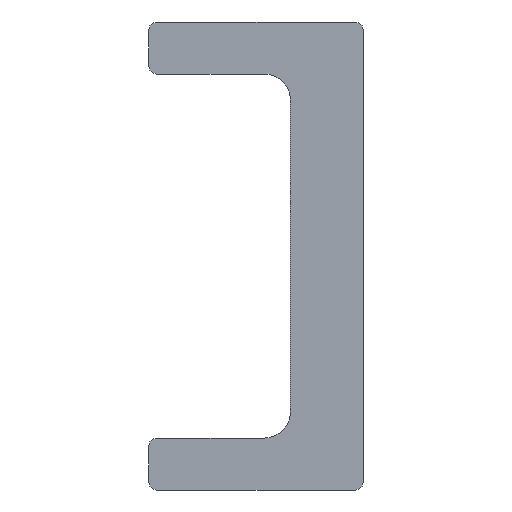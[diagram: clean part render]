
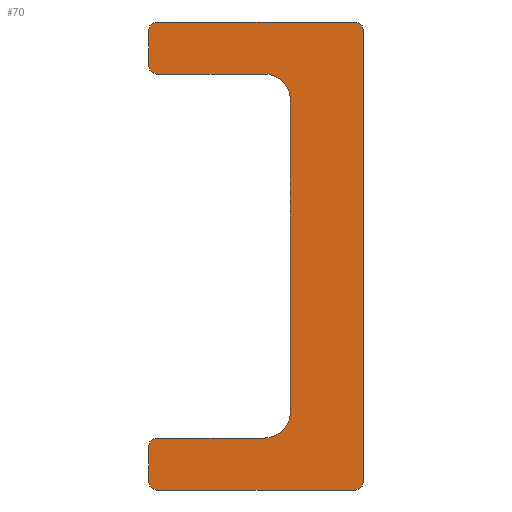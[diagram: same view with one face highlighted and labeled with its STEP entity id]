
A CAD part, front view. The second image highlights one B-rep face of the part: STEP entity #70.
In plain terms, the highlighted planar face has unit normal (0, -1, 0).
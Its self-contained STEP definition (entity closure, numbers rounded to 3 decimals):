
#70 = ADVANCED_FACE( '', ( #174 ), #175, .F. );
#174 = FACE_OUTER_BOUND( '', #347, .T. );
#175 = PLANE( '', #348 );
#347 = EDGE_LOOP( '', ( #521, #522, #523, #524, #525, #526, #527, #528, #529, #530, #531, #532, #533, #534, #535, #536 ) );
#348 = AXIS2_PLACEMENT_3D( '', #537, #538, #539 );
#521 = ORIENTED_EDGE( '', *, *, #843, .F. );
#522 = ORIENTED_EDGE( '', *, *, #844, .T. );
#523 = ORIENTED_EDGE( '', *, *, #845, .F. );
#524 = ORIENTED_EDGE( '', *, *, #846, .T. );
#525 = ORIENTED_EDGE( '', *, *, #847, .F. );
#526 = ORIENTED_EDGE( '', *, *, #848, .T. );
#527 = ORIENTED_EDGE( '', *, *, #849, .F. );
#528 = ORIENTED_EDGE( '', *, *, #850, .T. );
#529 = ORIENTED_EDGE( '', *, *, #851, .F. );
#530 = ORIENTED_EDGE( '', *, *, #852, .T. );
#531 = ORIENTED_EDGE( '', *, *, #853, .F. );
#532 = ORIENTED_EDGE( '', *, *, #854, .T. );
#533 = ORIENTED_EDGE( '', *, *, #855, .F. );
#534 = ORIENTED_EDGE( '', *, *, #837, .T. );
#535 = ORIENTED_EDGE( '', *, *, #856, .F. );
#536 = ORIENTED_EDGE( '', *, *, #857, .T. );
#537 = CARTESIAN_POINT( '', ( -4.125, 0., 9. ) );
#538 = DIRECTION( '', ( 0., 1., 0. ) );
#539 = DIRECTION( '', ( 0., 0., 1. ) );
#837 = EDGE_CURVE( '', #962, #960, #963, .F. );
#843 = EDGE_CURVE( '', #971, #972, #973, .T. );
#844 = EDGE_CURVE( '', #971, #974, #975, .F. );
#845 = EDGE_CURVE( '', #976, #974, #977, .T. );
#846 = EDGE_CURVE( '', #976, #978, #979, .F. );
#847 = EDGE_CURVE( '', #980, #978, #981, .T. );
#848 = EDGE_CURVE( '', #980, #982, #983, .F. );
#849 = EDGE_CURVE( '', #984, #982, #985, .T. );
#850 = EDGE_CURVE( '', #984, #986, #987, .T. );
#851 = EDGE_CURVE( '', #988, #986, #989, .T. );
#852 = EDGE_CURVE( '', #988, #990, #991, .T. );
#853 = EDGE_CURVE( '', #992, #990, #993, .T. );
#854 = EDGE_CURVE( '', #992, #994, #995, .F. );
#855 = EDGE_CURVE( '', #962, #994, #996, .T. );
#856 = EDGE_CURVE( '', #997, #960, #998, .T. );
#857 = EDGE_CURVE( '', #997, #972, #999, .F. );
#960 = VERTEX_POINT( '', #1146 );
#962 = VERTEX_POINT( '', #1149 );
#963 = CIRCLE( '', #1150, 0.3 );
#971 = VERTEX_POINT( '', #1159 );
#972 = VERTEX_POINT( '', #1160 );
#973 = LINE( '', #1161, #1162 );
#974 = VERTEX_POINT( '', #1163 );
#975 = CIRCLE( '', #1164, 0.3 );
#976 = VERTEX_POINT( '', #1165 );
#977 = LINE( '', #1166, #1167 );
#978 = VERTEX_POINT( '', #1168 );
#979 = CIRCLE( '', #1169, 0.3 );
#980 = VERTEX_POINT( '', #1170 );
#981 = LINE( '', #1171, #1172 );
#982 = VERTEX_POINT( '', #1173 );
#983 = CIRCLE( '', #1174, 0.3 );
#984 = VERTEX_POINT( '', #1175 );
#985 = LINE( '', #1176, #1177 );
#986 = VERTEX_POINT( '', #1178 );
#987 = CIRCLE( '', #1179, 1. );
#988 = VERTEX_POINT( '', #1180 );
#989 = LINE( '', #1181, #1182 );
#990 = VERTEX_POINT( '', #1183 );
#991 = CIRCLE( '', #1184, 1. );
#992 = VERTEX_POINT( '', #1185 );
#993 = LINE( '', #1186, #1187 );
#994 = VERTEX_POINT( '', #1188 );
#995 = CIRCLE( '', #1189, 0.3 );
#996 = LINE( '', #1190, #1191 );
#997 = VERTEX_POINT( '', #1192 );
#998 = LINE( '', #1193, #1194 );
#999 = CIRCLE( '', #1195, 0.3 );
#1146 = CARTESIAN_POINT( '', ( -3.825, 0., -9. ) );
#1149 = CARTESIAN_POINT( '', ( -4.125, 0., -8.7 ) );
#1150 = AXIS2_PLACEMENT_3D( '', #1364, #1365, #1366 );
#1159 = CARTESIAN_POINT( '', ( 4.125, 0., 8.7 ) );
#1160 = CARTESIAN_POINT( '', ( 4.125, 0., -8.7 ) );
#1161 = CARTESIAN_POINT( '', ( 4.125, 0., 9. ) );
#1162 = VECTOR( '', #1374, 1000. );
#1163 = CARTESIAN_POINT( '', ( 3.825, 0., 9. ) );
#1164 = AXIS2_PLACEMENT_3D( '', #1375, #1376, #1377 );
#1165 = CARTESIAN_POINT( '', ( -3.825, 0., 9. ) );
#1166 = CARTESIAN_POINT( '', ( -4.125, 0., 9. ) );
#1167 = VECTOR( '', #1378, 1000. );
#1168 = CARTESIAN_POINT( '', ( -4.125, 0., 8.7 ) );
#1169 = AXIS2_PLACEMENT_3D( '', #1379, #1380, #1381 );
#1170 = CARTESIAN_POINT( '', ( -4.125, 0., 7.3 ) );
#1171 = CARTESIAN_POINT( '', ( -4.125, 0., -9. ) );
#1172 = VECTOR( '', #1382, 1000. );
#1173 = CARTESIAN_POINT( '', ( -3.825, 0., 7. ) );
#1174 = AXIS2_PLACEMENT_3D( '', #1383, #1384, #1385 );
#1175 = CARTESIAN_POINT( '', ( 0.325, 0., 7. ) );
#1176 = CARTESIAN_POINT( '', ( -4.125, 0., 7. ) );
#1177 = VECTOR( '', #1386, 1000. );
#1178 = CARTESIAN_POINT( '', ( 1.325, 0., 6. ) );
#1179 = AXIS2_PLACEMENT_3D( '', #1387, #1388, #1389 );
#1180 = CARTESIAN_POINT( '', ( 1.325, 0., -6. ) );
#1181 = CARTESIAN_POINT( '', ( 1.325, 0., 7. ) );
#1182 = VECTOR( '', #1390, 1000. );
#1183 = CARTESIAN_POINT( '', ( 0.325, 0., -7. ) );
#1184 = AXIS2_PLACEMENT_3D( '', #1391, #1392, #1393 );
#1185 = CARTESIAN_POINT( '', ( -3.825, 0., -7. ) );
#1186 = CARTESIAN_POINT( '', ( 1.325, 0., -7. ) );
#1187 = VECTOR( '', #1394, 1000. );
#1188 = CARTESIAN_POINT( '', ( -4.125, 0., -7.3 ) );
#1189 = AXIS2_PLACEMENT_3D( '', #1395, #1396, #1397 );
#1190 = CARTESIAN_POINT( '', ( -4.125, 0., -9. ) );
#1191 = VECTOR( '', #1398, 1000. );
#1192 = CARTESIAN_POINT( '', ( 3.825, 0., -9. ) );
#1193 = CARTESIAN_POINT( '', ( 4.125, 0., -9. ) );
#1194 = VECTOR( '', #1399, 1000. );
#1195 = AXIS2_PLACEMENT_3D( '', #1400, #1401, #1402 );
#1364 = CARTESIAN_POINT( '', ( -3.825, 0., -8.7 ) );
#1365 = DIRECTION( '', ( 0., 1., 0. ) );
#1366 = DIRECTION( '', ( 0., 0., 1. ) );
#1374 = DIRECTION( '', ( 0., 0., -1. ) );
#1375 = CARTESIAN_POINT( '', ( 3.825, 0., 8.7 ) );
#1376 = DIRECTION( '', ( 0., 1., 0. ) );
#1377 = DIRECTION( '', ( 0., 0., 1. ) );
#1378 = DIRECTION( '', ( 1., 0., 0. ) );
#1379 = CARTESIAN_POINT( '', ( -3.825, 0., 8.7 ) );
#1380 = DIRECTION( '', ( 0., 1., 0. ) );
#1381 = DIRECTION( '', ( 0., 0., 1. ) );
#1382 = DIRECTION( '', ( 0., 0., 1. ) );
#1383 = CARTESIAN_POINT( '', ( -3.825, 0., 7.3 ) );
#1384 = DIRECTION( '', ( 0., 1., 0. ) );
#1385 = DIRECTION( '', ( 0., 0., 1. ) );
#1386 = DIRECTION( '', ( -1., 0., 0. ) );
#1387 = CARTESIAN_POINT( '', ( 0.325, 0., 6. ) );
#1388 = DIRECTION( '', ( 0., 1., 0. ) );
#1389 = DIRECTION( '', ( 0., 0., 1. ) );
#1390 = DIRECTION( '', ( 0., 0., 1. ) );
#1391 = CARTESIAN_POINT( '', ( 0.325, 0., -6. ) );
#1392 = DIRECTION( '', ( 0., 1., 0. ) );
#1393 = DIRECTION( '', ( 0., 0., 1. ) );
#1394 = DIRECTION( '', ( 1., 0., 0. ) );
#1395 = CARTESIAN_POINT( '', ( -3.825, 0., -7.3 ) );
#1396 = DIRECTION( '', ( 0., 1., 0. ) );
#1397 = DIRECTION( '', ( 0., 0., 1. ) );
#1398 = DIRECTION( '', ( 0., 0., 1. ) );
#1399 = DIRECTION( '', ( -1., 0., 0. ) );
#1400 = CARTESIAN_POINT( '', ( 3.825, 0., -8.7 ) );
#1401 = DIRECTION( '', ( 0., 1., 0. ) );
#1402 = DIRECTION( '', ( 0., 0., 1. ) );
